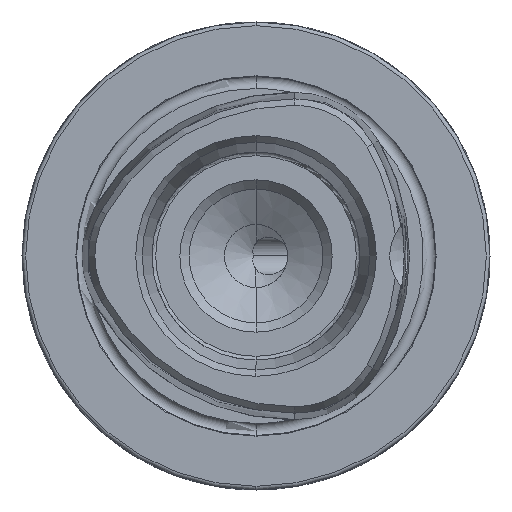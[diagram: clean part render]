
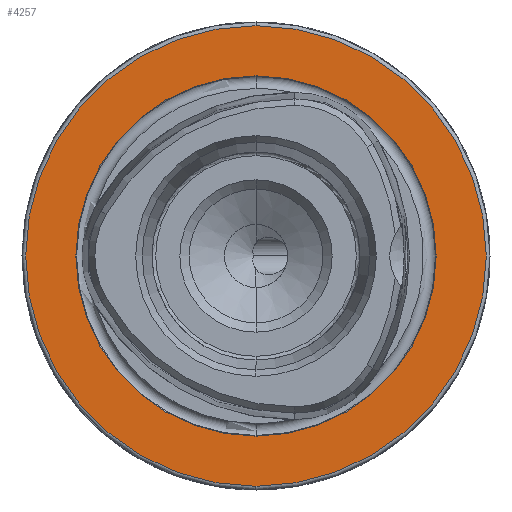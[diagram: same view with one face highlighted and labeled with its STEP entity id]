
A CAD part, left-side view. The second image highlights one B-rep face of the part: STEP entity #4257.
In plain terms, the highlighted planar face has unit normal (-1, 0, 0).
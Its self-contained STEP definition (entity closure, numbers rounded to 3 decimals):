
#428 = CARTESIAN_POINT ( 'NONE',  ( 0., 24.25, 0. ) ) ;
#431 = PLANE ( 'NONE',  #5404 ) ;
#433 = DIRECTION ( 'NONE',  ( 1., 0., 0. ) ) ;
#434 = DIRECTION ( 'NONE',  ( 0., 0., -1. ) ) ;
#1267 = AXIS2_PLACEMENT_3D ( 'NONE', #13102, #13103, #13104 ) ;
#1270 = AXIS2_PLACEMENT_3D ( 'NONE', #13091, #13092, #13093 ) ;
#1359 = AXIS2_PLACEMENT_3D ( 'NONE', #6925, #6926, #6927 ) ;
#1360 = AXIS2_PLACEMENT_3D ( 'NONE', #6921, #6922, #6923 ) ;
#3356 = CIRCLE ( 'NONE', #1360, 24.25 ) ;
#3360 = CIRCLE ( 'NONE', #1359, 31. ) ;
#3916 = VERTEX_POINT ( 'NONE', #6604 ) ;
#3926 = VERTEX_POINT ( 'NONE', #6593 ) ;
#4257 = ADVANCED_FACE ( 'NONE', ( #10887, #10883 ), #431, .F. ) ;
#4653 = VERTEX_POINT ( 'NONE', #12157 ) ;
#4810 = VERTEX_POINT ( 'NONE', #11457 ) ;
#5048 = ORIENTED_EDGE ( 'NONE', *, *, #5652, .F. ) ;
#5049 = ORIENTED_EDGE ( 'NONE', *, *, #6357, .F. ) ;
#5050 = ORIENTED_EDGE ( 'NONE', *, *, #6361, .T. ) ;
#5051 = ORIENTED_EDGE ( 'NONE', *, *, #5653, .T. ) ;
#5404 = AXIS2_PLACEMENT_3D ( 'NONE', #428, #433, #434 ) ;
#5652 = EDGE_CURVE ( 'NONE', #4810, #3926, #3356, .T. ) ;
#5653 = EDGE_CURVE ( 'NONE', #3916, #4653, #3360, .T. ) ;
#6357 = EDGE_CURVE ( 'NONE', #3926, #4810, #8748, .T. ) ;
#6361 = EDGE_CURVE ( 'NONE', #4653, #3916, #8755, .T. ) ;
#6593 = CARTESIAN_POINT ( 'NONE',  ( 0., 0., -24.25 ) ) ;
#6604 = CARTESIAN_POINT ( 'NONE',  ( 0., 0., -31. ) ) ;
#6688 = EDGE_LOOP ( 'NONE', ( #5048, #5049 ) ) ;
#6921 = CARTESIAN_POINT ( 'NONE',  ( 0., 0., 0. ) ) ;
#6922 = DIRECTION ( 'NONE',  ( -1., 0., 0. ) ) ;
#6923 = DIRECTION ( 'NONE',  ( 0., 0., 1. ) ) ;
#6925 = CARTESIAN_POINT ( 'NONE',  ( 0., 0., 0. ) ) ;
#6926 = DIRECTION ( 'NONE',  ( -1., 0., 0. ) ) ;
#6927 = DIRECTION ( 'NONE',  ( 0., 0., 1. ) ) ;
#7695 = EDGE_LOOP ( 'NONE', ( #5050, #5051 ) ) ;
#8748 = CIRCLE ( 'NONE', #1270, 24.25 ) ;
#8755 = CIRCLE ( 'NONE', #1267, 31. ) ;
#10883 = FACE_OUTER_BOUND ( 'NONE', #7695, .T. ) ;
#10887 = FACE_BOUND ( 'NONE', #6688, .T. ) ;
#11457 = CARTESIAN_POINT ( 'NONE',  ( 0., 0., 24.25 ) ) ;
#12157 = CARTESIAN_POINT ( 'NONE',  ( 0., 0., 31. ) ) ;
#13091 = CARTESIAN_POINT ( 'NONE',  ( 0., 0., 0. ) ) ;
#13092 = DIRECTION ( 'NONE',  ( -1., 0., 0. ) ) ;
#13093 = DIRECTION ( 'NONE',  ( 0., 0., 1. ) ) ;
#13102 = CARTESIAN_POINT ( 'NONE',  ( 0., 0., 0. ) ) ;
#13103 = DIRECTION ( 'NONE',  ( -1., 0., 0. ) ) ;
#13104 = DIRECTION ( 'NONE',  ( 0., 0., 1. ) ) ;
